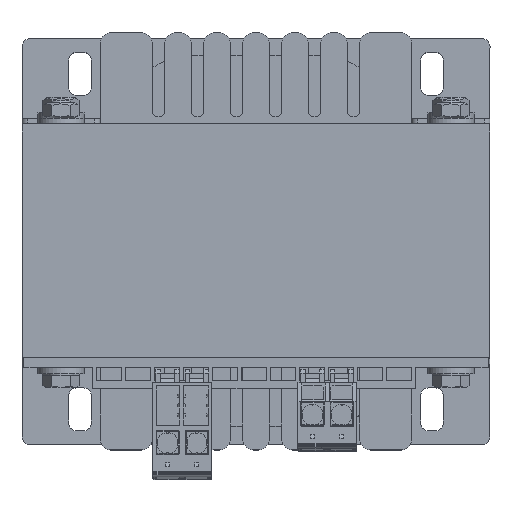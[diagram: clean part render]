
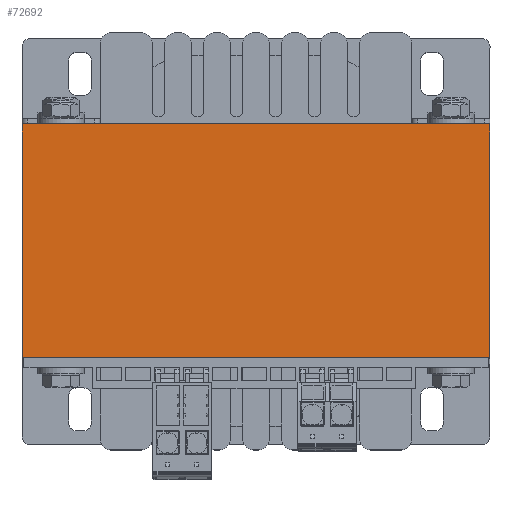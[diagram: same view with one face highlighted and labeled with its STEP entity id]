
A CAD part, top view. The second image highlights one B-rep face of the part: STEP entity #72692.
In plain terms, the highlighted planar face has unit normal (0, 0, 1).
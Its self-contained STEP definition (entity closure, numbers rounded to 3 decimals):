
#2374=FACE_OUTER_BOUND('',#6084,.T.);
#6084=EDGE_LOOP('',(#45285,#45286,#45287,#45288));
#9940=LINE('',#100275,#18988);
#9974=LINE('',#100359,#19022);
#9976=LINE('',#100363,#19024);
#9977=LINE('',#100364,#19025);
#18988=VECTOR('',#81533,1.);
#19022=VECTOR('',#81611,1.);
#19024=VECTOR('',#81615,1.);
#19025=VECTOR('',#81616,1.);
#28035=VERTEX_POINT('',#100271);
#28037=VERTEX_POINT('',#100274);
#28065=VERTEX_POINT('',#100358);
#28066=VERTEX_POINT('',#100362);
#34814=EDGE_CURVE('',#28037,#28035,#9940,.T.);
#34856=EDGE_CURVE('',#28065,#28037,#9974,.T.);
#34858=EDGE_CURVE('',#28066,#28035,#9976,.T.);
#34859=EDGE_CURVE('',#28066,#28065,#9977,.T.);
#45285=ORIENTED_EDGE('',*,*,#34858,.F.);
#45286=ORIENTED_EDGE('',*,*,#34859,.T.);
#45287=ORIENTED_EDGE('',*,*,#34856,.T.);
#45288=ORIENTED_EDGE('',*,*,#34814,.T.);
#66024=PLANE('',#76704);
#72692=ADVANCED_FACE('',(#2374),#66024,.T.);
#76704=AXIS2_PLACEMENT_3D('',#100361,#81613,#81614);
#81533=DIRECTION('',(1.,0.,0.));
#81611=DIRECTION('',(0.,-1.,0.));
#81613=DIRECTION('center_axis',(0.,0.,1.));
#81614=DIRECTION('ref_axis',(0.,-1.,0.));
#81615=DIRECTION('',(0.,-1.,0.));
#81616=DIRECTION('',(-1.,0.,0.));
#100271=CARTESIAN_POINT('',(561.932,-161.485,67.5));
#100274=CARTESIAN_POINT('',(441.932,-161.485,67.5));
#100275=CARTESIAN_POINT('',(561.932,-161.485,67.5));
#100358=CARTESIAN_POINT('',(441.932,-101.485,67.5));
#100359=CARTESIAN_POINT('',(441.932,-101.485,67.5));
#100361=CARTESIAN_POINT('Origin',(441.932,-101.485,67.5));
#100362=CARTESIAN_POINT('',(561.932,-101.485,67.5));
#100363=CARTESIAN_POINT('',(561.932,-101.485,67.5));
#100364=CARTESIAN_POINT('',(561.932,-101.485,67.5));
